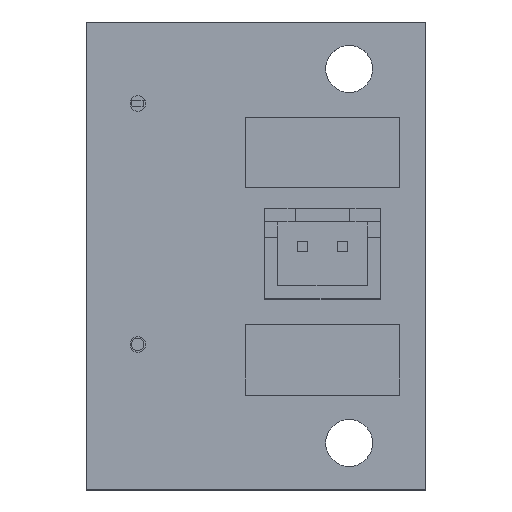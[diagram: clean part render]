
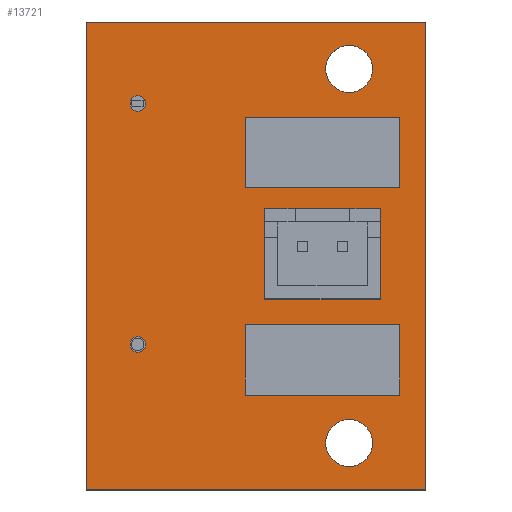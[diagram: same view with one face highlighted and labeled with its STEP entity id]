
A CAD part, top view. The second image highlights one B-rep face of the part: STEP entity #13721.
In plain terms, the highlighted planar face has unit normal (0, 0, 1).
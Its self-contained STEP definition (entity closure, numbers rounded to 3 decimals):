
#13088 = VERTEX_POINT('',#13089);
#13089 = CARTESIAN_POINT('',(0.,0.,0.));
#13095 = EDGE_CURVE('',#13088,#13096,#13098,.T.);
#13096 = VERTEX_POINT('',#13097);
#13097 = CARTESIAN_POINT('',(21.7,0.,0.));
#13098 = LINE('',#13099,#13100);
#13099 = CARTESIAN_POINT('',(0.,0.,0.));
#13100 = VECTOR('',#13101,1.);
#13101 = DIRECTION('',(1.,0.,0.));
#13126 = EDGE_CURVE('',#13096,#13127,#13129,.T.);
#13127 = VERTEX_POINT('',#13128);
#13128 = CARTESIAN_POINT('',(21.7,29.9,0.));
#13129 = LINE('',#13130,#13131);
#13130 = CARTESIAN_POINT('',(21.7,0.,0.));
#13131 = VECTOR('',#13132,1.);
#13132 = DIRECTION('',(0.,1.,0.));
#13157 = EDGE_CURVE('',#13127,#13158,#13160,.T.);
#13158 = VERTEX_POINT('',#13159);
#13159 = CARTESIAN_POINT('',(0.,29.9,0.));
#13160 = LINE('',#13161,#13162);
#13161 = CARTESIAN_POINT('',(21.7,29.9,0.));
#13162 = VECTOR('',#13163,1.);
#13163 = DIRECTION('',(-1.,0.,0.));
#13188 = EDGE_CURVE('',#13158,#13088,#13189,.T.);
#13189 = LINE('',#13190,#13191);
#13190 = CARTESIAN_POINT('',(0.,29.9,0.));
#13191 = VECTOR('',#13192,1.);
#13192 = DIRECTION('',(0.,-1.,0.));
#13212 = VERTEX_POINT('',#13213);
#13213 = CARTESIAN_POINT('',(3.8,9.3,0.));
#13219 = EDGE_CURVE('',#13212,#13212,#13220,.T.);
#13220 = CIRCLE('',#13221,0.5);
#13221 = AXIS2_PLACEMENT_3D('',#13222,#13223,#13224);
#13222 = CARTESIAN_POINT('',(3.3,9.3,0.));
#13223 = DIRECTION('',(0.,0.,1.));
#13224 = DIRECTION('',(1.,0.,0.));
#13245 = VERTEX_POINT('',#13246);
#13246 = CARTESIAN_POINT('',(14.6,8.85,0.));
#13252 = EDGE_CURVE('',#13245,#13245,#13253,.T.);
#13253 = CIRCLE('',#13254,0.5);
#13254 = AXIS2_PLACEMENT_3D('',#13255,#13256,#13257);
#13255 = CARTESIAN_POINT('',(14.1,8.85,0.));
#13256 = DIRECTION('',(0.,0.,1.));
#13257 = DIRECTION('',(1.,0.,0.));
#13278 = VERTEX_POINT('',#13279);
#13279 = CARTESIAN_POINT('',(12.6,8.85,0.));
#13285 = EDGE_CURVE('',#13278,#13278,#13286,.T.);
#13286 = CIRCLE('',#13287,0.5);
#13287 = AXIS2_PLACEMENT_3D('',#13288,#13289,#13290);
#13288 = CARTESIAN_POINT('',(12.1,8.85,0.));
#13289 = DIRECTION('',(0.,0.,1.));
#13290 = DIRECTION('',(1.,0.,0.));
#13311 = VERTEX_POINT('',#13312);
#13312 = CARTESIAN_POINT('',(12.6,21.,0.));
#13318 = EDGE_CURVE('',#13311,#13311,#13319,.T.);
#13319 = CIRCLE('',#13320,0.5);
#13320 = AXIS2_PLACEMENT_3D('',#13321,#13322,#13323);
#13321 = CARTESIAN_POINT('',(12.1,21.,0.));
#13322 = DIRECTION('',(0.,0.,1.));
#13323 = DIRECTION('',(1.,0.,0.));
#13344 = VERTEX_POINT('',#13345);
#13345 = CARTESIAN_POINT('',(3.8,24.7,0.));
#13351 = EDGE_CURVE('',#13344,#13344,#13352,.T.);
#13352 = CIRCLE('',#13353,0.5);
#13353 = AXIS2_PLACEMENT_3D('',#13354,#13355,#13356);
#13354 = CARTESIAN_POINT('',(3.3,24.7,0.));
#13355 = DIRECTION('',(0.,0.,1.));
#13356 = DIRECTION('',(1.,0.,0.));
#13377 = VERTEX_POINT('',#13378);
#13378 = CARTESIAN_POINT('',(14.35,15.6,0.));
#13384 = EDGE_CURVE('',#13377,#13377,#13385,.T.);
#13385 = CIRCLE('',#13386,0.5);
#13386 = AXIS2_PLACEMENT_3D('',#13387,#13388,#13389);
#13387 = CARTESIAN_POINT('',(13.85,15.6,0.));
#13388 = DIRECTION('',(0.,0.,1.));
#13389 = DIRECTION('',(1.,0.,0.));
#13410 = VERTEX_POINT('',#13411);
#13411 = CARTESIAN_POINT('',(14.6,21.,0.));
#13417 = EDGE_CURVE('',#13410,#13410,#13418,.T.);
#13418 = CIRCLE('',#13419,0.5);
#13419 = AXIS2_PLACEMENT_3D('',#13420,#13421,#13422);
#13420 = CARTESIAN_POINT('',(14.1,21.,0.));
#13421 = DIRECTION('',(0.,0.,1.));
#13422 = DIRECTION('',(1.,0.,0.));
#13443 = VERTEX_POINT('',#13444);
#13444 = CARTESIAN_POINT('',(16.6,8.85,0.));
#13450 = EDGE_CURVE('',#13443,#13443,#13451,.T.);
#13451 = CIRCLE('',#13452,0.5);
#13452 = AXIS2_PLACEMENT_3D('',#13453,#13454,#13455);
#13453 = CARTESIAN_POINT('',(16.1,8.85,0.));
#13454 = DIRECTION('',(0.,0.,1.));
#13455 = DIRECTION('',(1.,0.,0.));
#13476 = VERTEX_POINT('',#13477);
#13477 = CARTESIAN_POINT('',(18.3,3.,0.));
#13483 = EDGE_CURVE('',#13476,#13476,#13484,.T.);
#13484 = CIRCLE('',#13485,1.5);
#13485 = AXIS2_PLACEMENT_3D('',#13486,#13487,#13488);
#13486 = CARTESIAN_POINT('',(16.8,3.,0.));
#13487 = DIRECTION('',(0.,0.,1.));
#13488 = DIRECTION('',(1.,0.,0.));
#13509 = VERTEX_POINT('',#13510);
#13510 = CARTESIAN_POINT('',(18.6,8.85,0.));
#13516 = EDGE_CURVE('',#13509,#13509,#13517,.T.);
#13517 = CIRCLE('',#13518,0.5);
#13518 = AXIS2_PLACEMENT_3D('',#13519,#13520,#13521);
#13519 = CARTESIAN_POINT('',(18.1,8.85,0.));
#13520 = DIRECTION('',(0.,0.,1.));
#13521 = DIRECTION('',(1.,0.,0.));
#13542 = VERTEX_POINT('',#13543);
#13543 = CARTESIAN_POINT('',(16.85,15.6,0.));
#13549 = EDGE_CURVE('',#13542,#13542,#13550,.T.);
#13550 = CIRCLE('',#13551,0.5);
#13551 = AXIS2_PLACEMENT_3D('',#13552,#13553,#13554);
#13552 = CARTESIAN_POINT('',(16.35,15.6,0.));
#13553 = DIRECTION('',(0.,0.,1.));
#13554 = DIRECTION('',(1.,0.,0.));
#13575 = VERTEX_POINT('',#13576);
#13576 = CARTESIAN_POINT('',(16.6,21.,0.));
#13582 = EDGE_CURVE('',#13575,#13575,#13583,.T.);
#13583 = CIRCLE('',#13584,0.5);
#13584 = AXIS2_PLACEMENT_3D('',#13585,#13586,#13587);
#13585 = CARTESIAN_POINT('',(16.1,21.,0.));
#13586 = DIRECTION('',(0.,0.,1.));
#13587 = DIRECTION('',(1.,0.,0.));
#13608 = VERTEX_POINT('',#13609);
#13609 = CARTESIAN_POINT('',(18.6,21.,0.));
#13615 = EDGE_CURVE('',#13608,#13608,#13616,.T.);
#13616 = CIRCLE('',#13617,0.5);
#13617 = AXIS2_PLACEMENT_3D('',#13618,#13619,#13620);
#13618 = CARTESIAN_POINT('',(18.1,21.,0.));
#13619 = DIRECTION('',(0.,0.,1.));
#13620 = DIRECTION('',(1.,0.,0.));
#13641 = VERTEX_POINT('',#13642);
#13642 = CARTESIAN_POINT('',(18.3,26.9,0.));
#13648 = EDGE_CURVE('',#13641,#13641,#13649,.T.);
#13649 = CIRCLE('',#13650,1.5);
#13650 = AXIS2_PLACEMENT_3D('',#13651,#13652,#13653);
#13651 = CARTESIAN_POINT('',(16.8,26.9,0.));
#13652 = DIRECTION('',(0.,0.,1.));
#13653 = DIRECTION('',(1.,0.,0.));
#13721 = ADVANCED_FACE('',(#13722,#13728,#13731,#13734,#13737,#13740,
    #13743,#13746,#13749,#13752,#13755,#13758,#13761,#13764,#13767),
  #13770,.F.);
#13722 = FACE_BOUND('',#13723,.T.);
#13723 = EDGE_LOOP('',(#13724,#13725,#13726,#13727));
#13724 = ORIENTED_EDGE('',*,*,#13095,.T.);
#13725 = ORIENTED_EDGE('',*,*,#13126,.T.);
#13726 = ORIENTED_EDGE('',*,*,#13157,.T.);
#13727 = ORIENTED_EDGE('',*,*,#13188,.T.);
#13728 = FACE_BOUND('',#13729,.F.);
#13729 = EDGE_LOOP('',(#13730));
#13730 = ORIENTED_EDGE('',*,*,#13219,.T.);
#13731 = FACE_BOUND('',#13732,.F.);
#13732 = EDGE_LOOP('',(#13733));
#13733 = ORIENTED_EDGE('',*,*,#13252,.T.);
#13734 = FACE_BOUND('',#13735,.F.);
#13735 = EDGE_LOOP('',(#13736));
#13736 = ORIENTED_EDGE('',*,*,#13285,.T.);
#13737 = FACE_BOUND('',#13738,.F.);
#13738 = EDGE_LOOP('',(#13739));
#13739 = ORIENTED_EDGE('',*,*,#13318,.T.);
#13740 = FACE_BOUND('',#13741,.F.);
#13741 = EDGE_LOOP('',(#13742));
#13742 = ORIENTED_EDGE('',*,*,#13351,.T.);
#13743 = FACE_BOUND('',#13744,.F.);
#13744 = EDGE_LOOP('',(#13745));
#13745 = ORIENTED_EDGE('',*,*,#13384,.T.);
#13746 = FACE_BOUND('',#13747,.F.);
#13747 = EDGE_LOOP('',(#13748));
#13748 = ORIENTED_EDGE('',*,*,#13417,.T.);
#13749 = FACE_BOUND('',#13750,.F.);
#13750 = EDGE_LOOP('',(#13751));
#13751 = ORIENTED_EDGE('',*,*,#13450,.T.);
#13752 = FACE_BOUND('',#13753,.F.);
#13753 = EDGE_LOOP('',(#13754));
#13754 = ORIENTED_EDGE('',*,*,#13483,.T.);
#13755 = FACE_BOUND('',#13756,.F.);
#13756 = EDGE_LOOP('',(#13757));
#13757 = ORIENTED_EDGE('',*,*,#13516,.T.);
#13758 = FACE_BOUND('',#13759,.F.);
#13759 = EDGE_LOOP('',(#13760));
#13760 = ORIENTED_EDGE('',*,*,#13549,.T.);
#13761 = FACE_BOUND('',#13762,.F.);
#13762 = EDGE_LOOP('',(#13763));
#13763 = ORIENTED_EDGE('',*,*,#13582,.T.);
#13764 = FACE_BOUND('',#13765,.F.);
#13765 = EDGE_LOOP('',(#13766));
#13766 = ORIENTED_EDGE('',*,*,#13615,.T.);
#13767 = FACE_BOUND('',#13768,.F.);
#13768 = EDGE_LOOP('',(#13769));
#13769 = ORIENTED_EDGE('',*,*,#13648,.T.);
#13770 = PLANE('',#13771);
#13771 = AXIS2_PLACEMENT_3D('',#13772,#13773,#13774);
#13772 = CARTESIAN_POINT('',(0.,0.,0.));
#13773 = DIRECTION('',(0.,0.,-1.));
#13774 = DIRECTION('',(-1.,0.,0.));
